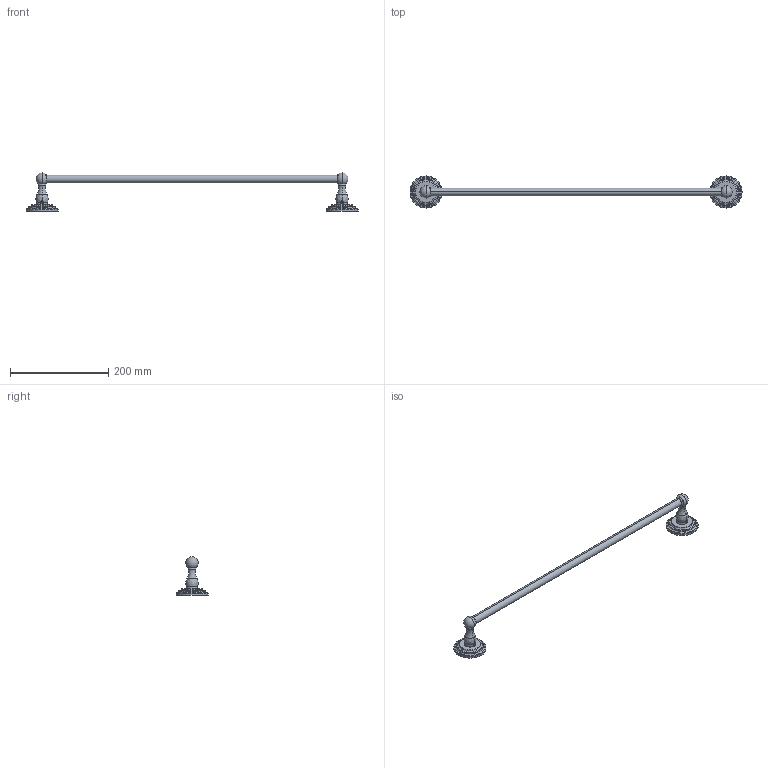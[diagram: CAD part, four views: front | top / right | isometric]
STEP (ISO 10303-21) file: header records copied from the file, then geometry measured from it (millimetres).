
FILE_DESCRIPTION((''),'2;1');
FILE_NAME('890-1250_ASM','2019-11-11T09:06:24',('rsmith'),(''),'CREO PARAMETRIC BY PTC INC, 2018400','CREO PARAMETRIC BY PTC INC, 2018400','');
FILE_SCHEMA(('CONFIG_CONTROL_DESIGN'));
Length unit declared in the file: inch
Products named in the file (8): 11XXD; 1100C; 40758; 40759; 92308; 91020; 10124; 890-1250_ASM
Assembly tree (10 placements, depth 2):
  890-1250_ASM
    11XXD
    1100C  x2
    40758
    40759
    92308  x2
    91020  x2
    10124
Bounding box: 674.62 x 65.02 x 78.12 mm (x, y, z)
Volume: 79082.3 mm3; surface area: 146885.2 mm2
Topology: 10 solids, 19 shells, 443 faces, 1076 edges, 670 vertices
Faces by surface type: plane 147, cylinder 134, torus 76, bspline 40, cone 34, sphere 12
Entity records: 15691 total; most frequent: CARTESIAN_POINT 7463, DIRECTION 1682, ORIENTED_EDGE 1640, EDGE_CURVE 838, AXIS2_PLACEMENT_3D 659, VERTEX_POINT 531, EDGE_LOOP 387, VECTOR 364
